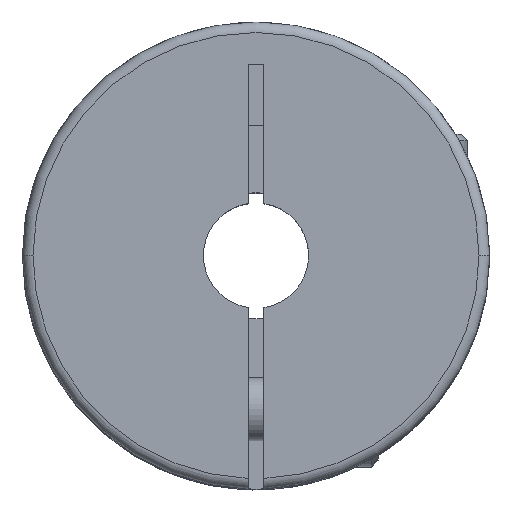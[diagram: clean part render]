
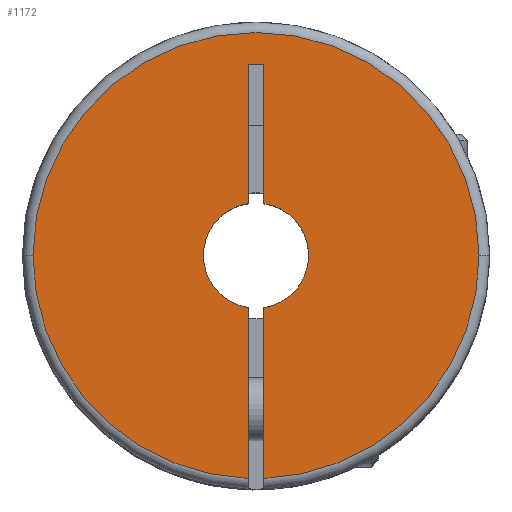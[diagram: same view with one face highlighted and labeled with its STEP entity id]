
A CAD part, top view. The second image highlights one B-rep face of the part: STEP entity #1172.
In plain terms, the highlighted planar face has unit normal (0, 0, 1).
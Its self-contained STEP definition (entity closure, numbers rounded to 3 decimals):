
#23 = LINE ( 'NONE', #1840, #1148 ) ;
#46 = CARTESIAN_POINT ( 'NONE',  ( 0.375, -10.593, 0. ) ) ;
#144 = AXIS2_PLACEMENT_3D ( 'NONE', #614, #2729, #2096 ) ;
#178 = CIRCLE ( 'NONE', #1187, 10.6 ) ;
#219 = VERTEX_POINT ( 'NONE', #1405 ) ;
#224 = CARTESIAN_POINT ( 'NONE',  ( 0., 0., 0. ) ) ;
#274 = VECTOR ( 'NONE', #2473, 1000. ) ;
#276 = AXIS2_PLACEMENT_3D ( 'NONE', #3709, #3452, #1276 ) ;
#287 = DIRECTION ( 'NONE',  ( 0., 0., -1. ) ) ;
#319 = DIRECTION ( 'NONE',  ( 0., 0., -1. ) ) ;
#372 = VERTEX_POINT ( 'NONE', #1504 ) ;
#451 = ORIENTED_EDGE ( 'NONE', *, *, #2613, .F. ) ;
#469 = EDGE_CURVE ( 'NONE', #2647, #982, #3001, .T. ) ;
#554 = ORIENTED_EDGE ( 'NONE', *, *, #2993, .F. ) ;
#557 = FACE_OUTER_BOUND ( 'NONE', #3286, .T. ) ;
#584 = DIRECTION ( 'NONE',  ( 0., 1., 0. ) ) ;
#605 = CARTESIAN_POINT ( 'NONE',  ( 0.375, 2.472, 0. ) ) ;
#612 = VERTEX_POINT ( 'NONE', #918 ) ;
#614 = CARTESIAN_POINT ( 'NONE',  ( 0., 0., 0. ) ) ;
#634 = VERTEX_POINT ( 'NONE', #46 ) ;
#641 = CARTESIAN_POINT ( 'NONE',  ( 0.375, 9.1, 0. ) ) ;
#672 = CARTESIAN_POINT ( 'NONE',  ( -0.375, 2.472, 0. ) ) ;
#710 = VERTEX_POINT ( 'NONE', #1067 ) ;
#719 = LINE ( 'NONE', #1788, #1741 ) ;
#822 = DIRECTION ( 'NONE',  ( -1., 0., 0. ) ) ;
#886 = EDGE_CURVE ( 'NONE', #612, #219, #23, .T. ) ;
#889 = DIRECTION ( 'NONE',  ( 0., -1., 0. ) ) ;
#918 = CARTESIAN_POINT ( 'NONE',  ( -0.375, -2.472, 0. ) ) ;
#919 = LINE ( 'NONE', #641, #1561 ) ;
#967 = VERTEX_POINT ( 'NONE', #2737 ) ;
#982 = VERTEX_POINT ( 'NONE', #2220 ) ;
#1015 = AXIS2_PLACEMENT_3D ( 'NONE', #224, #1106, #2968 ) ;
#1067 = CARTESIAN_POINT ( 'NONE',  ( 0.375, -2.472, 0. ) ) ;
#1106 = DIRECTION ( 'NONE',  ( 0., 0., -1. ) ) ;
#1118 = CARTESIAN_POINT ( 'NONE',  ( 0., 0., 0. ) ) ;
#1148 = VECTOR ( 'NONE', #1501, 1000. ) ;
#1172 = ADVANCED_FACE ( 'NONE', ( #557 ), #1759, .F. ) ;
#1187 = AXIS2_PLACEMENT_3D ( 'NONE', #3880, #3239, #3002 ) ;
#1207 = EDGE_CURVE ( 'NONE', #612, #372, #3055, .T. ) ;
#1276 = DIRECTION ( 'NONE',  ( -1., 0., 0. ) ) ;
#1277 = ORIENTED_EDGE ( 'NONE', *, *, #1207, .T. ) ;
#1298 = VERTEX_POINT ( 'NONE', #672 ) ;
#1370 = CARTESIAN_POINT ( 'NONE',  ( -0.375, 9.1, 0. ) ) ;
#1405 = CARTESIAN_POINT ( 'NONE',  ( -0.375, -10.593, 0. ) ) ;
#1422 = DIRECTION ( 'NONE',  ( -1., 0., 0. ) ) ;
#1501 = DIRECTION ( 'NONE',  ( 0., -1., 0. ) ) ;
#1504 = CARTESIAN_POINT ( 'NONE',  ( -2.5, 0., 0. ) ) ;
#1554 = LINE ( 'NONE', #3349, #274 ) ;
#1561 = VECTOR ( 'NONE', #2210, 1000. ) ;
#1578 = EDGE_CURVE ( 'NONE', #372, #1298, #2744, .T. ) ;
#1612 = AXIS2_PLACEMENT_3D ( 'NONE', #3838, #287, #1422 ) ;
#1622 = ORIENTED_EDGE ( 'NONE', *, *, #469, .F. ) ;
#1741 = VECTOR ( 'NONE', #889, 1000. ) ;
#1750 = CARTESIAN_POINT ( 'NONE',  ( 0.375, -11.1, 0. ) ) ;
#1759 = PLANE ( 'NONE',  #1015 ) ;
#1788 = CARTESIAN_POINT ( 'NONE',  ( -0.375, 9.1, 0. ) ) ;
#1791 = CIRCLE ( 'NONE', #276, 2.5 ) ;
#1832 = ORIENTED_EDGE ( 'NONE', *, *, #886, .F. ) ;
#1840 = CARTESIAN_POINT ( 'NONE',  ( -0.375, 9.1, 0. ) ) ;
#2016 = ORIENTED_EDGE ( 'NONE', *, *, #3822, .T. ) ;
#2084 = ORIENTED_EDGE ( 'NONE', *, *, #3576, .F. ) ;
#2096 = DIRECTION ( 'NONE',  ( -1., 0., 0. ) ) ;
#2118 = DIRECTION ( 'NONE',  ( -1., 0., 0. ) ) ;
#2210 = DIRECTION ( 'NONE',  ( -1., 0., 0. ) ) ;
#2220 = CARTESIAN_POINT ( 'NONE',  ( 0.375, 9.1, 0. ) ) ;
#2225 = CARTESIAN_POINT ( 'NONE',  ( -10.6, 0., 0. ) ) ;
#2242 = AXIS2_PLACEMENT_3D ( 'NONE', #1118, #3264, #822 ) ;
#2473 = DIRECTION ( 'NONE',  ( 0., 1., 0. ) ) ;
#2580 = VERTEX_POINT ( 'NONE', #1370 ) ;
#2613 = EDGE_CURVE ( 'NONE', #2992, #967, #178, .T. ) ;
#2647 = VERTEX_POINT ( 'NONE', #605 ) ;
#2702 = EDGE_CURVE ( 'NONE', #982, #2580, #919, .T. ) ;
#2729 = DIRECTION ( 'NONE',  ( 0., 0., -1. ) ) ;
#2736 = AXIS2_PLACEMENT_3D ( 'NONE', #3371, #319, #2118 ) ;
#2737 = CARTESIAN_POINT ( 'NONE',  ( 10.6, 0., 0. ) ) ;
#2744 = CIRCLE ( 'NONE', #2242, 2.5 ) ;
#2882 = CIRCLE ( 'NONE', #1612, 10.6 ) ;
#2924 = CIRCLE ( 'NONE', #2736, 10.6 ) ;
#2968 = DIRECTION ( 'NONE',  ( 0., -1., 0. ) ) ;
#2992 = VERTEX_POINT ( 'NONE', #2225 ) ;
#2993 = EDGE_CURVE ( 'NONE', #2580, #1298, #719, .T. ) ;
#3001 = LINE ( 'NONE', #1750, #3049 ) ;
#3002 = DIRECTION ( 'NONE',  ( -1., 0., 0. ) ) ;
#3049 = VECTOR ( 'NONE', #584, 1000. ) ;
#3055 = CIRCLE ( 'NONE', #144, 2.5 ) ;
#3064 = EDGE_CURVE ( 'NONE', #219, #2992, #2882, .T. ) ;
#3239 = DIRECTION ( 'NONE',  ( 0., 0., -1. ) ) ;
#3264 = DIRECTION ( 'NONE',  ( 0., 0., -1. ) ) ;
#3286 = EDGE_LOOP ( 'NONE', ( #3653, #1832, #1277, #3845, #554, #3373, #1622, #2016, #3806, #2084, #451 ) ) ;
#3349 = CARTESIAN_POINT ( 'NONE',  ( 0.375, -11.1, 0. ) ) ;
#3371 = CARTESIAN_POINT ( 'NONE',  ( 0., 0., 0. ) ) ;
#3373 = ORIENTED_EDGE ( 'NONE', *, *, #2702, .F. ) ;
#3452 = DIRECTION ( 'NONE',  ( 0., 0., -1. ) ) ;
#3576 = EDGE_CURVE ( 'NONE', #967, #634, #2924, .T. ) ;
#3611 = EDGE_CURVE ( 'NONE', #634, #710, #1554, .T. ) ;
#3653 = ORIENTED_EDGE ( 'NONE', *, *, #3064, .F. ) ;
#3709 = CARTESIAN_POINT ( 'NONE',  ( 0., 0., 0. ) ) ;
#3806 = ORIENTED_EDGE ( 'NONE', *, *, #3611, .F. ) ;
#3822 = EDGE_CURVE ( 'NONE', #2647, #710, #1791, .T. ) ;
#3838 = CARTESIAN_POINT ( 'NONE',  ( 0., 0., 0. ) ) ;
#3845 = ORIENTED_EDGE ( 'NONE', *, *, #1578, .T. ) ;
#3880 = CARTESIAN_POINT ( 'NONE',  ( 0., 0., 0. ) ) ;
